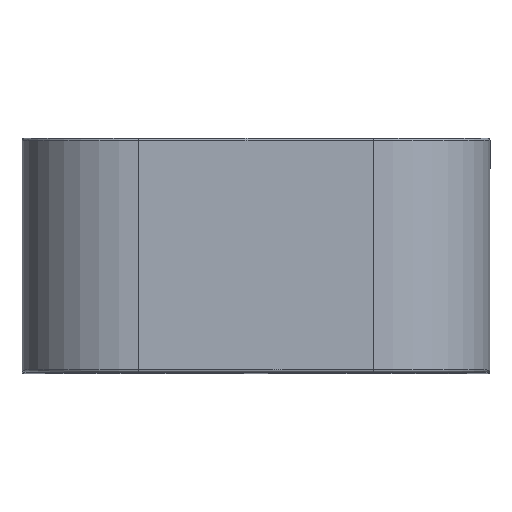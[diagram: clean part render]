
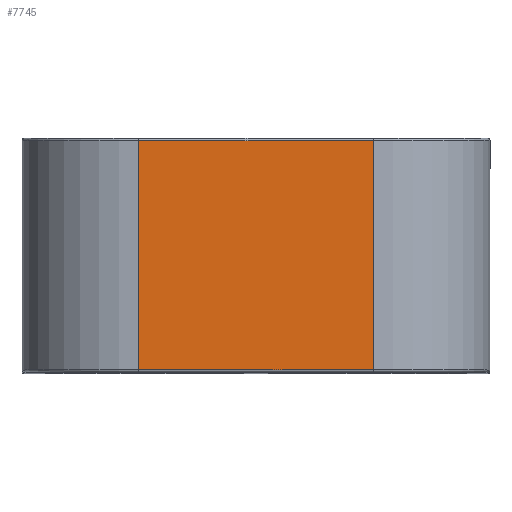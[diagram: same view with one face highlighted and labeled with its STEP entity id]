
A CAD part, top view. The second image highlights one B-rep face of the part: STEP entity #7745.
In plain terms, the highlighted planar face has unit normal (0, 0, 1).
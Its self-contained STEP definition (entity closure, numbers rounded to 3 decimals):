
#39=PLANE('',#8235);
#180=LINE('',#11863,#836);
#187=LINE('',#11880,#843);
#196=LINE('',#11935,#852);
#204=LINE('',#11975,#860);
#836=VECTOR('',#9218,10.);
#843=VECTOR('',#9235,10.);
#852=VECTOR('',#9284,10.);
#860=VECTOR('',#9338,10.);
#1785=FACE_OUTER_BOUND('',#2209,.T.);
#2209=EDGE_LOOP('',(#5373,#5374,#5375,#5376));
#3202=VERTEX_POINT('',#11818);
#3215=VERTEX_POINT('',#11856);
#3221=VERTEX_POINT('',#11879);
#3247=VERTEX_POINT('',#11934);
#4040=EDGE_CURVE('',#3215,#3202,#180,.T.);
#4048=EDGE_CURVE('',#3202,#3221,#187,.T.);
#4075=EDGE_CURVE('',#3221,#3247,#196,.T.);
#4096=EDGE_CURVE('',#3247,#3215,#204,.T.);
#5373=ORIENTED_EDGE('',*,*,#4040,.F.);
#5374=ORIENTED_EDGE('',*,*,#4096,.F.);
#5375=ORIENTED_EDGE('',*,*,#4075,.F.);
#5376=ORIENTED_EDGE('',*,*,#4048,.F.);
#7745=ADVANCED_FACE('',(#1785),#39,.T.);
#8235=AXIS2_PLACEMENT_3D('',#11976,#9339,#9340);
#9218=DIRECTION('',(-1.,0.,0.));
#9235=DIRECTION('',(0.,1.,0.));
#9284=DIRECTION('',(1.,0.,0.));
#9338=DIRECTION('',(0.,-1.,0.));
#9339=DIRECTION('center_axis',(0.,0.,
1.));
#9340=DIRECTION('ref_axis',(1.,0.,0.));
#11818=CARTESIAN_POINT('',(-10.,-4.9,35.));
#11856=CARTESIAN_POINT('',(0.,-4.9,35.));
#11863=CARTESIAN_POINT('',(-4.875,-4.9,35.));
#11879=CARTESIAN_POINT('',(-10.,4.9,35.));
#11880=CARTESIAN_POINT('',(-10.,0.,35.));
#11934=CARTESIAN_POINT('',(0.,4.9,35.));
#11935=CARTESIAN_POINT('',(-4.875,4.9,35.));
#11975=CARTESIAN_POINT('',(0.,0.,35.));
#11976=CARTESIAN_POINT('Origin',(-10.,0.,35.));
